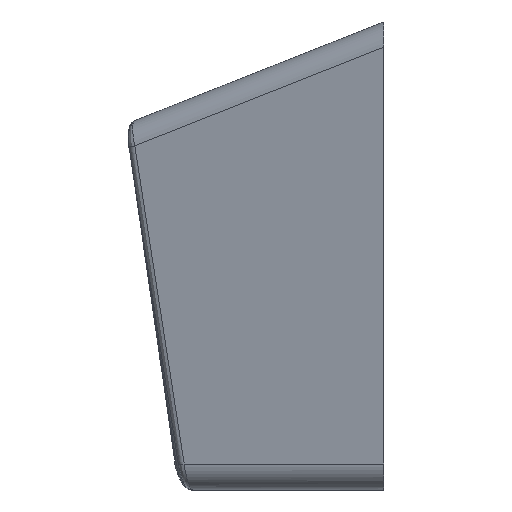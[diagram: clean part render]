
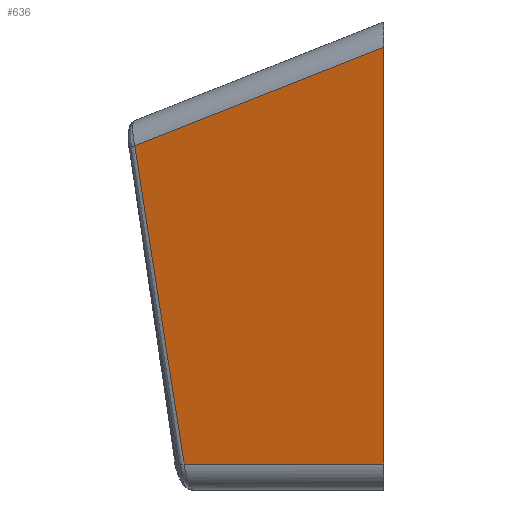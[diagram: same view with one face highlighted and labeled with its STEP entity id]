
A CAD part, left-side view. The second image highlights one B-rep face of the part: STEP entity #636.
In plain terms, the highlighted planar face has unit normal (-0.964, 0.267, 0).
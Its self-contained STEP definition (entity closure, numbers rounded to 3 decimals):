
#75=FACE_OUTER_BOUND('',#115,.T.);
#115=EDGE_LOOP('',(#535,#536,#537,#538));
#166=LINE('',#1654,#213);
#167=LINE('',#1662,#214);
#168=LINE('',#1663,#215);
#213=VECTOR('',#801,10.);
#214=VECTOR('',#804,10.);
#215=VECTOR('',#805,10.);
#247=B_SPLINE_CURVE_WITH_KNOTS('',3,(#1657,#1658,#1659,#1660),
 .UNSPECIFIED.,.F.,.F.,(4,4),(-1.341,-0.101),
 .UNSPECIFIED.);
#301=VERTEX_POINT('',#1644);
#302=VERTEX_POINT('',#1652);
#303=VERTEX_POINT('',#1656);
#304=VERTEX_POINT('',#1661);
#384=EDGE_CURVE('',#301,#302,#166,.T.);
#385=EDGE_CURVE('',#303,#301,#247,.T.);
#386=EDGE_CURVE('',#304,#303,#167,.T.);
#387=EDGE_CURVE('',#302,#304,#168,.T.);
#535=ORIENTED_EDGE('',*,*,#384,.F.);
#536=ORIENTED_EDGE('',*,*,#385,.F.);
#537=ORIENTED_EDGE('',*,*,#386,.F.);
#538=ORIENTED_EDGE('',*,*,#387,.F.);
#605=PLANE('',#690);
#636=ADVANCED_FACE('',(#75),#605,.F.);
#690=AXIS2_PLACEMENT_3D('',#1655,#802,#803);
#801=DIRECTION('',(-0.25,-0.9,0.357));
#802=DIRECTION('center_axis',(0.964,-0.267,0.));
#803=DIRECTION('ref_axis',(0.,0.,-1.));
#804=DIRECTION('',(0.267,0.964,0.));
#805=DIRECTION('',(0.,0.,-1.));
#1644=CARTESIAN_POINT('',(-8.743,9.583,4.235));
#1652=CARTESIAN_POINT('',(-11.4,0.,8.03));
#1654=CARTESIAN_POINT('',(-10.776,2.25,7.139));
#1655=CARTESIAN_POINT('Origin',(-11.4,0.,9.));
#1656=CARTESIAN_POINT('',(-9.27,7.683,-8.));
#1657=CARTESIAN_POINT('Ctrl Pts',(-9.27,7.683,-8.));
#1658=CARTESIAN_POINT('Ctrl Pts',(-9.095,8.316,-3.922));
#1659=CARTESIAN_POINT('Ctrl Pts',(-8.919,8.95,0.157));
#1660=CARTESIAN_POINT('Ctrl Pts',(-8.743,9.583,4.235));
#1661=CARTESIAN_POINT('',(-11.4,0.,-8.));
#1662=CARTESIAN_POINT('',(-11.4,0.,-8.));
#1663=CARTESIAN_POINT('',(-11.4,0.,9.));
